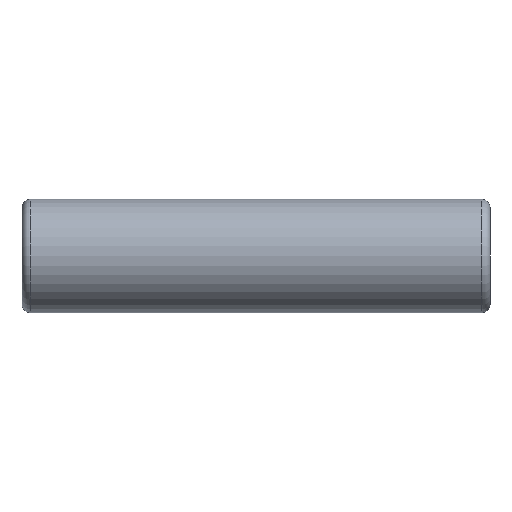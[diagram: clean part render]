
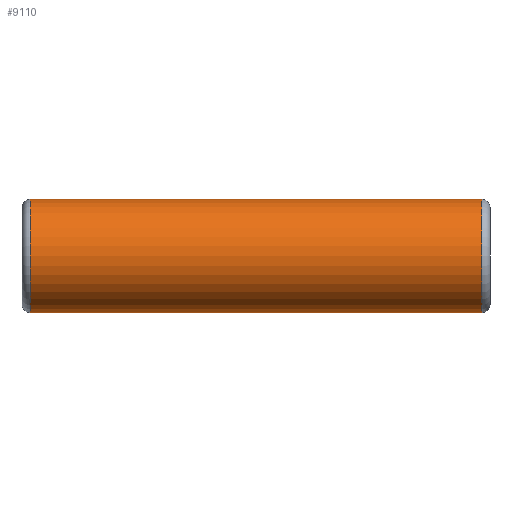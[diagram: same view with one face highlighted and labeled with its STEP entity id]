
A CAD part, front view. The second image highlights one B-rep face of the part: STEP entity #9110.
In plain terms, the highlighted cylindrical face has radius 22.225 mm (diameter 44.45 mm), a full revolution.
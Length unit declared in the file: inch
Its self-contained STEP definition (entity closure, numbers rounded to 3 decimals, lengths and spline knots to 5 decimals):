
#114=CYLINDRICAL_SURFACE('',#9735,0.875);
#315=CIRCLE('',#9736,0.875);
#316=CIRCLE('',#9737,0.875);
#317=CIRCLE('',#9738,0.875);
#318=CIRCLE('',#9739,0.875);
#319=CIRCLE('',#9740,0.875);
#320=CIRCLE('',#9741,0.875);
#359=ELLIPSE('',#9734,1.41734,0.875);
#360=ELLIPSE('',#9742,1.41734,0.875);
#407=FACE_BOUND('',#1711,.T.);
#1173=FACE_OUTER_BOUND('',#1710,.T.);
#1710=EDGE_LOOP('',(#8240,#8241,#8242,#8243,#8244,#8245,#8246,#8247));
#1711=EDGE_LOOP('',(#8248,#8249,#8250,#8251));
#2581=LINE('',#15849,#3471);
#2613=LINE('',#16673,#3503);
#2614=LINE('',#16680,#3504);
#3471=VECTOR('',#11552,0.3937);
#3503=VECTOR('',#11844,0.875);
#3504=VECTOR('',#11851,0.3937);
#4272=VERTEX_POINT('',#15846);
#4273=VERTEX_POINT('',#15848);
#4360=VERTEX_POINT('',#16583);
#4361=VERTEX_POINT('',#16666);
#4362=VERTEX_POINT('',#16667);
#4363=VERTEX_POINT('',#16669);
#4364=VERTEX_POINT('',#16672);
#4365=VERTEX_POINT('',#16674);
#4366=VERTEX_POINT('',#16676);
#4367=VERTEX_POINT('',#16679);
#5529=EDGE_CURVE('',#4273,#4272,#2581,.T.);
#5667=EDGE_CURVE('',#4360,#4272,#359,.T.);
#5668=EDGE_CURVE('',#4361,#4362,#315,.T.);
#5669=EDGE_CURVE('',#4363,#4361,#316,.T.);
#5670=EDGE_CURVE('',#4362,#4363,#317,.T.);
#5671=EDGE_CURVE('',#4362,#4364,#2613,.T.);
#5672=EDGE_CURVE('',#4365,#4364,#318,.T.);
#5673=EDGE_CURVE('',#4366,#4365,#319,.T.);
#5674=EDGE_CURVE('',#4364,#4366,#320,.T.);
#5675=EDGE_CURVE('',#4360,#4367,#2614,.T.);
#5676=EDGE_CURVE('',#4273,#4367,#360,.T.);
#8240=ORIENTED_EDGE('',*,*,#5668,.F.);
#8241=ORIENTED_EDGE('',*,*,#5669,.F.);
#8242=ORIENTED_EDGE('',*,*,#5670,.F.);
#8243=ORIENTED_EDGE('',*,*,#5671,.T.);
#8244=ORIENTED_EDGE('',*,*,#5672,.F.);
#8245=ORIENTED_EDGE('',*,*,#5673,.F.);
#8246=ORIENTED_EDGE('',*,*,#5674,.F.);
#8247=ORIENTED_EDGE('',*,*,#5671,.F.);
#8248=ORIENTED_EDGE('',*,*,#5667,.F.);
#8249=ORIENTED_EDGE('',*,*,#5675,.T.);
#8250=ORIENTED_EDGE('',*,*,#5676,.F.);
#8251=ORIENTED_EDGE('',*,*,#5529,.T.);
#9110=ADVANCED_FACE('',(#1173,#407),#114,.T.);
#9734=AXIS2_PLACEMENT_3D('',#16664,#11834,#11835);
#9735=AXIS2_PLACEMENT_3D('',#16665,#11836,#11837);
#9736=AXIS2_PLACEMENT_3D('',#16668,#11838,#11839);
#9737=AXIS2_PLACEMENT_3D('',#16670,#11840,#11841);
#9738=AXIS2_PLACEMENT_3D('',#16671,#11842,#11843);
#9739=AXIS2_PLACEMENT_3D('',#16675,#11845,#11846);
#9740=AXIS2_PLACEMENT_3D('',#16677,#11847,#11848);
#9741=AXIS2_PLACEMENT_3D('',#16678,#11849,#11850);
#9742=AXIS2_PLACEMENT_3D('',#16681,#11852,#11853);
#11552=DIRECTION('',(1.,0.,0.));
#11834=DIRECTION('center_axis',(-0.617,0.787,0.));
#11835=DIRECTION('ref_axis',(0.787,0.617,0.));
#11836=DIRECTION('center_axis',(-1.,0.,0.));
#11837=DIRECTION('ref_axis',(0.,1.,0.));
#11838=DIRECTION('center_axis',(-1.,0.,0.));
#11839=DIRECTION('ref_axis',(0.,-1.,0.));
#11840=DIRECTION('center_axis',(-1.,0.,0.));
#11841=DIRECTION('ref_axis',(0.,-1.,0.));
#11842=DIRECTION('center_axis',(-1.,0.,0.));
#11843=DIRECTION('ref_axis',(0.,-1.,0.));
#11844=DIRECTION('',(1.,0.,0.));
#11845=DIRECTION('center_axis',(1.,0.,0.));
#11846=DIRECTION('ref_axis',(0.,-1.,0.));
#11847=DIRECTION('center_axis',(1.,0.,0.));
#11848=DIRECTION('ref_axis',(0.,-1.,0.));
#11849=DIRECTION('center_axis',(1.,0.,0.));
#11850=DIRECTION('ref_axis',(0.,-1.,0.));
#11851=DIRECTION('',(-1.,0.,0.));
#11852=DIRECTION('center_axis',(0.617,0.787,0.));
#11853=DIRECTION('ref_axis',(-0.787,0.617,0.));
#15846=CARTESIAN_POINT('',(2.125,0.,-0.875));
#15848=CARTESIAN_POINT('',(-2.125,0.,-0.875));
#15849=CARTESIAN_POINT('',(-1.0625,0.,-0.875));
#16583=CARTESIAN_POINT('',(2.125,0.,0.875));
#16664=CARTESIAN_POINT('Origin',(2.125,0.,0.));
#16665=CARTESIAN_POINT('Origin',(3.61,0.,0.));
#16666=CARTESIAN_POINT('',(-3.485,0.875,0.));
#16667=CARTESIAN_POINT('',(-3.485,-0.875,0.));
#16668=CARTESIAN_POINT('Origin',(-3.485,0.,0.));
#16669=CARTESIAN_POINT('',(-3.485,0.,0.875));
#16670=CARTESIAN_POINT('Origin',(-3.485,0.,0.));
#16671=CARTESIAN_POINT('Origin',(-3.485,0.,0.));
#16672=CARTESIAN_POINT('',(3.485,-0.875,0.));
#16673=CARTESIAN_POINT('',(3.61,-0.875,0.));
#16674=CARTESIAN_POINT('',(3.485,0.,0.875));
#16675=CARTESIAN_POINT('Origin',(3.485,0.,0.));
#16676=CARTESIAN_POINT('',(3.485,0.875,0.));
#16677=CARTESIAN_POINT('Origin',(3.485,0.,0.));
#16678=CARTESIAN_POINT('Origin',(3.485,0.,0.));
#16679=CARTESIAN_POINT('',(-2.125,0.,0.875));
#16680=CARTESIAN_POINT('',(1.0625,0.,0.875));
#16681=CARTESIAN_POINT('Origin',(-2.125,0.,0.));
